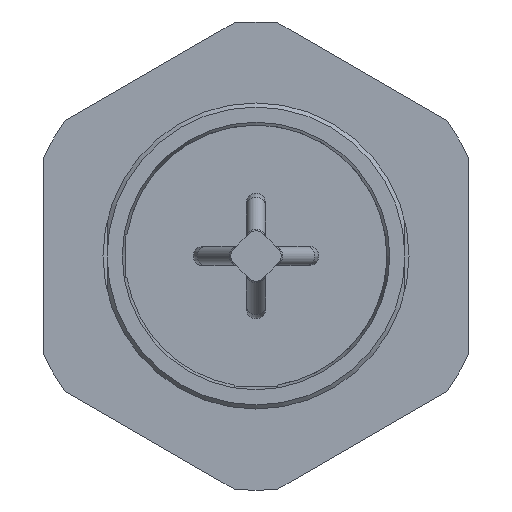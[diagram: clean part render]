
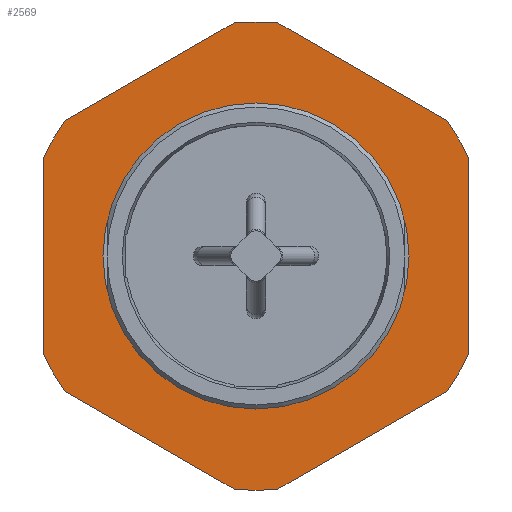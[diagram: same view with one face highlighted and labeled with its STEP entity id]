
A CAD part, front view. The second image highlights one B-rep face of the part: STEP entity #2569.
In plain terms, the highlighted face is planar.
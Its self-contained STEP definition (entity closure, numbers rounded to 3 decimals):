
#1905=LINE('',#8517,#2194);
#1909=LINE('',#8529,#2198);
#1913=LINE('',#8541,#2202);
#1917=LINE('',#8553,#2206);
#1921=LINE('',#8565,#2210);
#1925=LINE('',#8577,#2214);
#2194=VECTOR('',#6910,1.);
#2198=VECTOR('',#6922,1.);
#2202=VECTOR('',#6934,1.);
#2206=VECTOR('',#6946,1.);
#2210=VECTOR('',#6958,1.);
#2214=VECTOR('',#6972,1.);
#2317=PLANE('',#5858);
#2569=ADVANCED_FACE('',(#2794,#2795),#2317,.T.);
#2794=FACE_BOUND('',#3097,.T.);
#2795=FACE_BOUND('',#3098,.T.);
#3097=EDGE_LOOP('',(#4116));
#3098=EDGE_LOOP('',(#4117,#4118,#4119,#4120,#4121,#4122,#4123,#4124,#4125,
#4126,#4127,#4128));
#4116=ORIENTED_EDGE('',*,*,#4966,.F.);
#4117=ORIENTED_EDGE('',*,*,#5003,.F.);
#4118=ORIENTED_EDGE('',*,*,#5000,.F.);
#4119=ORIENTED_EDGE('',*,*,#4997,.F.);
#4120=ORIENTED_EDGE('',*,*,#4994,.F.);
#4121=ORIENTED_EDGE('',*,*,#4991,.F.);
#4122=ORIENTED_EDGE('',*,*,#4988,.F.);
#4123=ORIENTED_EDGE('',*,*,#4985,.F.);
#4124=ORIENTED_EDGE('',*,*,#4982,.F.);
#4125=ORIENTED_EDGE('',*,*,#4979,.F.);
#4126=ORIENTED_EDGE('',*,*,#4976,.F.);
#4127=ORIENTED_EDGE('',*,*,#4973,.F.);
#4128=ORIENTED_EDGE('',*,*,#4970,.F.);
#4463=VERTEX_POINT('',#8502);
#4467=VERTEX_POINT('',#8510);
#4468=VERTEX_POINT('',#8512);
#4470=VERTEX_POINT('',#8518);
#4472=VERTEX_POINT('',#8524);
#4474=VERTEX_POINT('',#8530);
#4476=VERTEX_POINT('',#8536);
#4478=VERTEX_POINT('',#8542);
#4480=VERTEX_POINT('',#8548);
#4482=VERTEX_POINT('',#8554);
#4484=VERTEX_POINT('',#8560);
#4486=VERTEX_POINT('',#8566);
#4488=VERTEX_POINT('',#8572);
#4966=EDGE_CURVE('',#4463,#4463,#5184,.T.);
#4970=EDGE_CURVE('',#4467,#4468,#5187,.T.);
#4973=EDGE_CURVE('',#4468,#4470,#1905,.T.);
#4976=EDGE_CURVE('',#4470,#4472,#5189,.T.);
#4979=EDGE_CURVE('',#4472,#4474,#1909,.T.);
#4982=EDGE_CURVE('',#4474,#4476,#5191,.T.);
#4985=EDGE_CURVE('',#4476,#4478,#1913,.T.);
#4988=EDGE_CURVE('',#4478,#4480,#5193,.T.);
#4991=EDGE_CURVE('',#4480,#4482,#1917,.T.);
#4994=EDGE_CURVE('',#4482,#4484,#5195,.T.);
#4997=EDGE_CURVE('',#4484,#4486,#1921,.T.);
#5000=EDGE_CURVE('',#4486,#4488,#5197,.T.);
#5003=EDGE_CURVE('',#4488,#4467,#1925,.T.);
#5184=CIRCLE('',#5830,7.19);
#5187=CIRCLE('',#5834,11.);
#5189=CIRCLE('',#5838,11.);
#5191=CIRCLE('',#5842,11.);
#5193=CIRCLE('',#5846,11.);
#5195=CIRCLE('',#5850,11.);
#5197=CIRCLE('',#5854,11.);
#5830=AXIS2_PLACEMENT_3D('',#8501,#6895,#6896);
#5834=AXIS2_PLACEMENT_3D('',#8511,#6904,#6905);
#5838=AXIS2_PLACEMENT_3D('',#8523,#6916,#6917);
#5842=AXIS2_PLACEMENT_3D('',#8535,#6928,#6929);
#5846=AXIS2_PLACEMENT_3D('',#8547,#6940,#6941);
#5850=AXIS2_PLACEMENT_3D('',#8559,#6952,#6953);
#5854=AXIS2_PLACEMENT_3D('',#8571,#6964,#6965);
#5858=AXIS2_PLACEMENT_3D('',#8579,#6975,#6976);
#6895=DIRECTION('',(0.,0.,1.));
#6896=DIRECTION('',(0.,-1.,0.));
#6904=DIRECTION('',(0.,0.,-1.));
#6905=DIRECTION('',(0.815,0.579,0.));
#6910=DIRECTION('',(0.,-1.,0.));
#6916=DIRECTION('',(0.,0.,-1.));
#6917=DIRECTION('',(0.909,-0.417,0.));
#6922=DIRECTION('',(-0.866,-0.5,0.));
#6928=DIRECTION('',(0.,0.,-1.));
#6929=DIRECTION('',(0.094,-0.996,0.));
#6934=DIRECTION('',(-0.866,0.5,0.));
#6940=DIRECTION('',(0.,0.,-1.));
#6941=DIRECTION('',(-0.815,-0.579,0.));
#6946=DIRECTION('',(0.,1.,0.));
#6952=DIRECTION('',(0.,0.,-1.));
#6953=DIRECTION('',(-0.909,0.417,0.));
#6958=DIRECTION('',(0.866,0.5,0.));
#6964=DIRECTION('',(0.,0.,-1.));
#6965=DIRECTION('',(-0.094,0.996,0.));
#6972=DIRECTION('',(0.866,-0.5,0.));
#6975=DIRECTION('',(0.,0.,1.));
#6976=DIRECTION('',(0.866,0.5,0.));
#8501=CARTESIAN_POINT('',(-6.459,0.183,2.9));
#8502=CARTESIAN_POINT('',(-6.459,-7.007,2.9));
#8510=CARTESIAN_POINT('',(2.51,6.552,2.9));
#8511=CARTESIAN_POINT('',(-6.459,0.183,2.9));
#8512=CARTESIAN_POINT('',(3.541,4.766,2.9));
#8517=CARTESIAN_POINT('',(3.541,4.766,2.9));
#8518=CARTESIAN_POINT('',(3.541,-4.399,2.9));
#8523=CARTESIAN_POINT('',(-6.459,0.183,2.9));
#8524=CARTESIAN_POINT('',(2.51,-6.186,2.9));
#8529=CARTESIAN_POINT('',(2.51,-6.186,2.9));
#8530=CARTESIAN_POINT('',(-5.428,-10.768,2.9));
#8535=CARTESIAN_POINT('',(-6.459,0.183,2.9));
#8536=CARTESIAN_POINT('',(-7.49,-10.768,2.9));
#8541=CARTESIAN_POINT('',(-7.49,-10.768,2.9));
#8542=CARTESIAN_POINT('',(-15.428,-6.186,2.9));
#8547=CARTESIAN_POINT('',(-6.459,0.183,2.9));
#8548=CARTESIAN_POINT('',(-16.459,-4.399,2.9));
#8553=CARTESIAN_POINT('',(-16.459,-4.399,2.9));
#8554=CARTESIAN_POINT('',(-16.459,4.766,2.9));
#8559=CARTESIAN_POINT('',(-6.459,0.183,2.9));
#8560=CARTESIAN_POINT('',(-15.428,6.552,2.9));
#8565=CARTESIAN_POINT('',(-15.428,6.552,2.9));
#8566=CARTESIAN_POINT('',(-7.49,11.135,2.9));
#8571=CARTESIAN_POINT('',(-6.459,0.183,2.9));
#8572=CARTESIAN_POINT('',(-5.428,11.135,2.9));
#8577=CARTESIAN_POINT('',(-5.428,11.135,2.9));
#8579=CARTESIAN_POINT('',(-11.438,-15.393,2.9));
